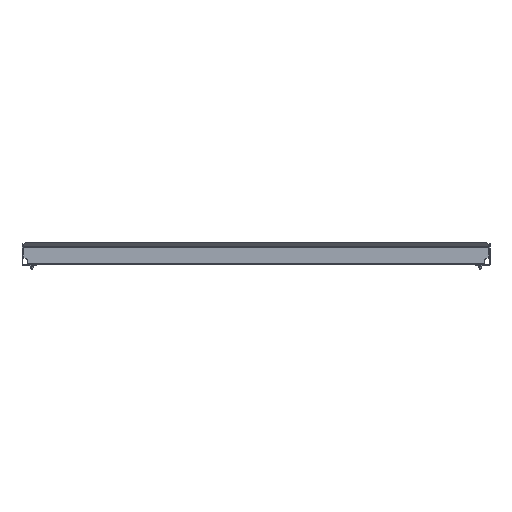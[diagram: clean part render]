
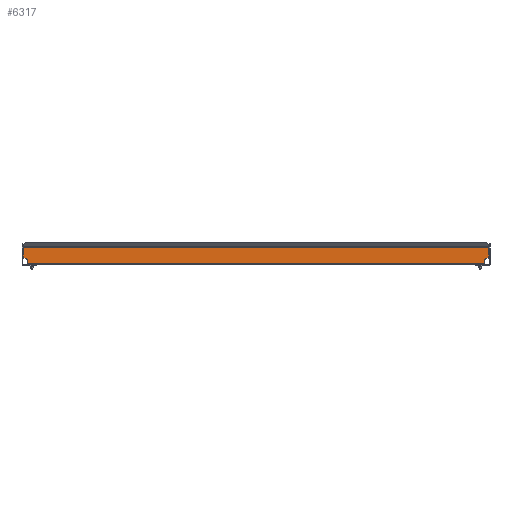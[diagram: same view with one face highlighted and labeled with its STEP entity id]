
A CAD part, front view. The second image highlights one B-rep face of the part: STEP entity #6317.
In plain terms, the highlighted face is planar.
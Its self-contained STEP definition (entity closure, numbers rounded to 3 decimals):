
#109 = ORIENTED_EDGE ( 'NONE', *, *, #3760, .T. ) ;
#187 = PLANE ( 'NONE',  #4715 ) ;
#375 = VECTOR ( 'NONE', #3970, 1000. ) ;
#553 = VECTOR ( 'NONE', #2452, 1000. ) ;
#621 = LINE ( 'NONE', #3733, #3185 ) ;
#674 = FACE_OUTER_BOUND ( 'NONE', #3535, .T. ) ;
#758 = AXIS2_PLACEMENT_3D ( 'NONE', #1412, #5085, #4039 ) ;
#801 = VERTEX_POINT ( 'NONE', #5223 ) ;
#1055 = DIRECTION ( 'NONE',  ( 0., 0., -1. ) ) ;
#1100 = DIRECTION ( 'NONE',  ( 0., 0., 1. ) ) ;
#1105 = CIRCLE ( 'NONE', #2835, 3.25 ) ;
#1121 = CARTESIAN_POINT ( 'NONE',  ( 363., 0., 7.55 ) ) ;
#1124 = EDGE_CURVE ( 'NONE', #3485, #3646, #2642, .T. ) ;
#1389 = EDGE_CURVE ( 'NONE', #5851, #801, #4181, .T. ) ;
#1412 = CARTESIAN_POINT ( 'NONE',  ( -366.25, 0., 7.55 ) ) ;
#1463 = DIRECTION ( 'NONE',  ( -1., 0., 0. ) ) ;
#1497 = CARTESIAN_POINT ( 'NONE',  ( -363., 0., 7.55 ) ) ;
#1585 = CIRCLE ( 'NONE', #758, 3.25 ) ;
#1657 = CARTESIAN_POINT ( 'NONE',  ( 369., 0., 27.929 ) ) ;
#1662 = VERTEX_POINT ( 'NONE', #6315 ) ;
#1696 = DIRECTION ( 'NONE',  ( 0., 1., 0. ) ) ;
#1734 = EDGE_CURVE ( 'NONE', #3887, #6671, #4516, .T. ) ;
#1754 = DIRECTION ( 'NONE',  ( -1., 0., 0. ) ) ;
#1826 = CARTESIAN_POINT ( 'NONE',  ( 369., 0., 27.515 ) ) ;
#1917 = ORIENTED_EDGE ( 'NONE', *, *, #2612, .F. ) ;
#1961 = LINE ( 'NONE', #2495, #553 ) ;
#2394 = CARTESIAN_POINT ( 'NONE',  ( -363., 0., -0.001 ) ) ;
#2452 = DIRECTION ( 'NONE',  ( -1., 0., 0. ) ) ;
#2495 = CARTESIAN_POINT ( 'NONE',  ( 369., 0., 27.515 ) ) ;
#2571 = ORIENTED_EDGE ( 'NONE', *, *, #2873, .T. ) ;
#2612 = EDGE_CURVE ( 'NONE', #3887, #1662, #1961, .T. ) ;
#2638 = CARTESIAN_POINT ( 'NONE',  ( -369., 0., 27.929 ) ) ;
#2642 = LINE ( 'NONE', #5154, #4108 ) ;
#2708 = CARTESIAN_POINT ( 'NONE',  ( 369., 0., 27.929 ) ) ;
#2724 = CARTESIAN_POINT ( 'NONE',  ( 366.25, 0., 10.8 ) ) ;
#2835 = AXIS2_PLACEMENT_3D ( 'NONE', #3967, #2991, #2954 ) ;
#2873 = EDGE_CURVE ( 'NONE', #6671, #4698, #5314, .T. ) ;
#2916 = ORIENTED_EDGE ( 'NONE', *, *, #1734, .T. ) ;
#2921 = ORIENTED_EDGE ( 'NONE', *, *, #1389, .T. ) ;
#2935 = LINE ( 'NONE', #2638, #4144 ) ;
#2954 = DIRECTION ( 'NONE',  ( 0., 0., 1. ) ) ;
#2964 = VECTOR ( 'NONE', #5317, 1000. ) ;
#2990 = ORIENTED_EDGE ( 'NONE', *, *, #5286, .T. ) ;
#2991 = DIRECTION ( 'NONE',  ( 0., -1., 0. ) ) ;
#3185 = VECTOR ( 'NONE', #1100, 1000. ) ;
#3261 = CARTESIAN_POINT ( 'NONE',  ( -366.25, 0., 10.8 ) ) ;
#3328 = LINE ( 'NONE', #2394, #375 ) ;
#3485 = VERTEX_POINT ( 'NONE', #5358 ) ;
#3535 = EDGE_LOOP ( 'NONE', ( #2990, #4953, #2921, #5731, #1917, #2916, #2571, #109, #6778, #6421 ) ) ;
#3639 = CARTESIAN_POINT ( 'NONE',  ( 369., 0., 10.8 ) ) ;
#3646 = VERTEX_POINT ( 'NONE', #6520 ) ;
#3733 = CARTESIAN_POINT ( 'NONE',  ( 363., 0., -0.001 ) ) ;
#3760 = EDGE_CURVE ( 'NONE', #4698, #5219, #1105, .T. ) ;
#3887 = VERTEX_POINT ( 'NONE', #1826 ) ;
#3967 = CARTESIAN_POINT ( 'NONE',  ( 366.25, 0., 7.55 ) ) ;
#3970 = DIRECTION ( 'NONE',  ( 0., 0., 1. ) ) ;
#4039 = DIRECTION ( 'NONE',  ( 0., 0., 1. ) ) ;
#4108 = VECTOR ( 'NONE', #1463, 1000. ) ;
#4144 = VECTOR ( 'NONE', #1055, 1000. ) ;
#4181 = LINE ( 'NONE', #4869, #4350 ) ;
#4329 = DIRECTION ( 'NONE',  ( 0., 0., 1. ) ) ;
#4350 = VECTOR ( 'NONE', #1754, 1000. ) ;
#4516 = LINE ( 'NONE', #1657, #2964 ) ;
#4698 = VERTEX_POINT ( 'NONE', #2724 ) ;
#4715 = AXIS2_PLACEMENT_3D ( 'NONE', #2708, #1696, #4329 ) ;
#4725 = EDGE_CURVE ( 'NONE', #3485, #5219, #621, .T. ) ;
#4869 = CARTESIAN_POINT ( 'NONE',  ( -363., 0., 10.8 ) ) ;
#4953 = ORIENTED_EDGE ( 'NONE', *, *, #6629, .T. ) ;
#5085 = DIRECTION ( 'NONE',  ( 0., -1., 0. ) ) ;
#5154 = CARTESIAN_POINT ( 'NONE',  ( 369., 0., 1.8 ) ) ;
#5165 = EDGE_CURVE ( 'NONE', #1662, #801, #2935, .T. ) ;
#5219 = VERTEX_POINT ( 'NONE', #1121 ) ;
#5223 = CARTESIAN_POINT ( 'NONE',  ( -369., 0., 10.8 ) ) ;
#5267 = DIRECTION ( 'NONE',  ( -1., 0., 0. ) ) ;
#5286 = EDGE_CURVE ( 'NONE', #3646, #5623, #3328, .T. ) ;
#5314 = LINE ( 'NONE', #5814, #6395 ) ;
#5317 = DIRECTION ( 'NONE',  ( 0., 0., -1. ) ) ;
#5358 = CARTESIAN_POINT ( 'NONE',  ( 363., 0., 1.8 ) ) ;
#5623 = VERTEX_POINT ( 'NONE', #1497 ) ;
#5731 = ORIENTED_EDGE ( 'NONE', *, *, #5165, .F. ) ;
#5814 = CARTESIAN_POINT ( 'NONE',  ( 363., 0., 10.8 ) ) ;
#5851 = VERTEX_POINT ( 'NONE', #3261 ) ;
#6315 = CARTESIAN_POINT ( 'NONE',  ( -369., 0., 27.515 ) ) ;
#6317 = ADVANCED_FACE ( 'NONE', ( #674 ), #187, .T. ) ;
#6395 = VECTOR ( 'NONE', #5267, 1000. ) ;
#6421 = ORIENTED_EDGE ( 'NONE', *, *, #1124, .T. ) ;
#6520 = CARTESIAN_POINT ( 'NONE',  ( -363., 0., 1.8 ) ) ;
#6629 = EDGE_CURVE ( 'NONE', #5623, #5851, #1585, .T. ) ;
#6671 = VERTEX_POINT ( 'NONE', #3639 ) ;
#6778 = ORIENTED_EDGE ( 'NONE', *, *, #4725, .F. ) ;
